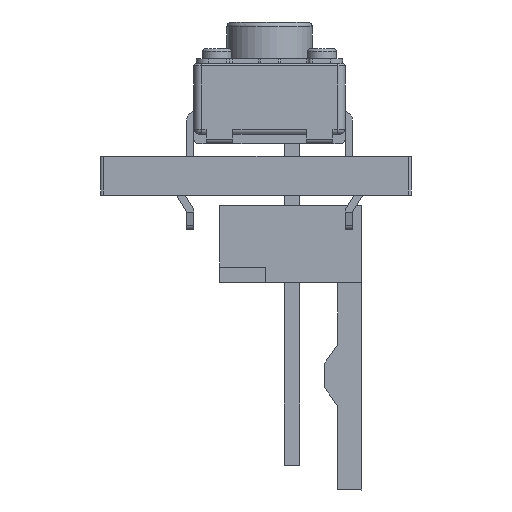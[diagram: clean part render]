
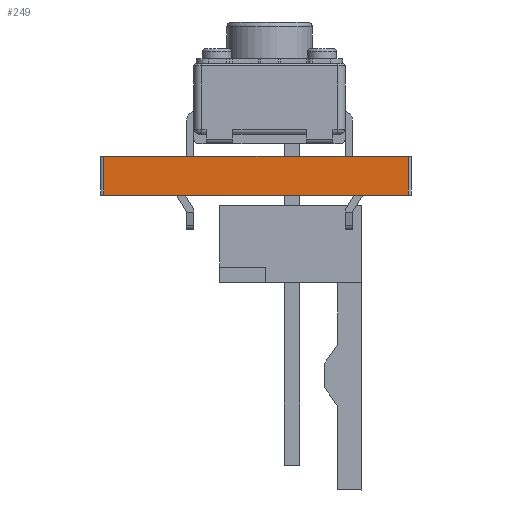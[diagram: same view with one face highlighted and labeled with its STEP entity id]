
A CAD part, left-side view. The second image highlights one B-rep face of the part: STEP entity #249.
In plain terms, the highlighted planar face has unit normal (-1, 0, 0).
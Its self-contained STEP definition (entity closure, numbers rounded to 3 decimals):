
#220 = EDGE_CURVE('',#221,#223,#225,.T.);
#221 = VERTEX_POINT('',#222);
#222 = CARTESIAN_POINT('',(-0.127,38.5,-1.591));
#223 = VERTEX_POINT('',#224);
#224 = CARTESIAN_POINT('',(-0.127,38.5,0.));
#225 = LINE('',#226,#227);
#226 = CARTESIAN_POINT('',(-0.127,38.5,-1.591));
#227 = VECTOR('',#228,1.);
#228 = DIRECTION('',(0.,0.,1.));
#249 = ADVANCED_FACE('',(#250),#275,.T.);
#250 = FACE_BOUND('',#251,.T.);
#251 = EDGE_LOOP('',(#252,#262,#268,#269));
#252 = ORIENTED_EDGE('',*,*,#253,.T.);
#253 = EDGE_CURVE('',#254,#256,#258,.T.);
#254 = VERTEX_POINT('',#255);
#255 = CARTESIAN_POINT('',(-0.127,26.,-1.591));
#256 = VERTEX_POINT('',#257);
#257 = CARTESIAN_POINT('',(-0.127,26.,0.));
#258 = LINE('',#259,#260);
#259 = CARTESIAN_POINT('',(-0.127,26.,-1.591));
#260 = VECTOR('',#261,1.);
#261 = DIRECTION('',(0.,0.,1.));
#262 = ORIENTED_EDGE('',*,*,#263,.T.);
#263 = EDGE_CURVE('',#256,#223,#264,.T.);
#264 = LINE('',#265,#266);
#265 = CARTESIAN_POINT('',(-0.127,26.,0.));
#266 = VECTOR('',#267,1.);
#267 = DIRECTION('',(0.,1.,0.));
#268 = ORIENTED_EDGE('',*,*,#220,.F.);
#269 = ORIENTED_EDGE('',*,*,#270,.F.);
#270 = EDGE_CURVE('',#254,#221,#271,.T.);
#271 = LINE('',#272,#273);
#272 = CARTESIAN_POINT('',(-0.127,26.,-1.591));
#273 = VECTOR('',#274,1.);
#274 = DIRECTION('',(0.,1.,0.));
#275 = PLANE('',#276);
#276 = AXIS2_PLACEMENT_3D('',#277,#278,#279);
#277 = CARTESIAN_POINT('',(-0.127,26.,-1.591));
#278 = DIRECTION('',(-1.,0.,0.));
#279 = DIRECTION('',(0.,1.,0.));
